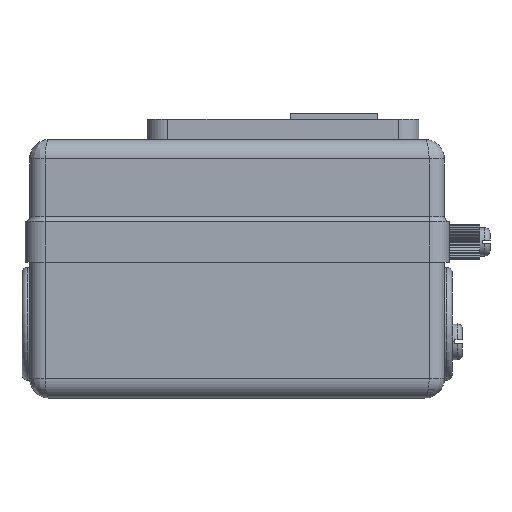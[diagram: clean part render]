
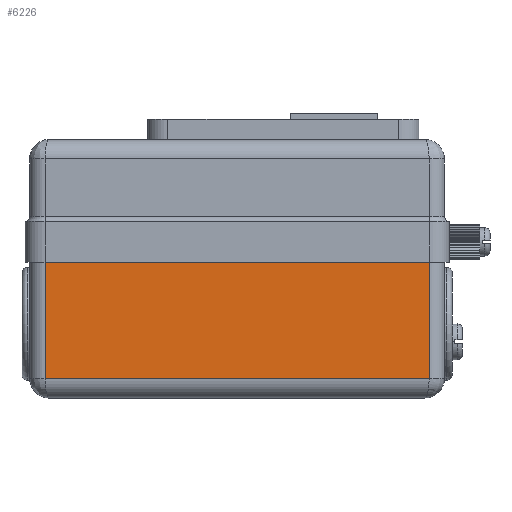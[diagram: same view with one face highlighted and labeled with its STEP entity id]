
A CAD part, left-side view. The second image highlights one B-rep face of the part: STEP entity #6226.
In plain terms, the highlighted planar face has unit normal (-1, 0, 0).
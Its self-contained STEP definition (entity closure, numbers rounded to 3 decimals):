
#194 = PLANE ( 'NONE',  #14112 ) ;
#412 = CARTESIAN_POINT ( 'NONE',  ( -24.5, -37.5, 3.8 ) ) ;
#1172 = CARTESIAN_POINT ( 'NONE',  ( -24.5, 37.5, 3.8 ) ) ;
#1786 = VERTEX_POINT ( 'NONE', #3681 ) ;
#3681 = CARTESIAN_POINT ( 'NONE',  ( -24.5, 37.5, 29. ) ) ;
#3819 = EDGE_CURVE ( 'NONE', #1786, #6048, #15380, .T. ) ;
#3893 = DIRECTION ( 'NONE',  ( 0., -1., 0. ) ) ;
#4583 = VECTOR ( 'NONE', #18349, 1000. ) ;
#4635 = CARTESIAN_POINT ( 'NONE',  ( -24.5, 37.5, 0.8 ) ) ;
#4656 = DIRECTION ( 'NONE',  ( 0., 1., 0. ) ) ;
#5953 = ORIENTED_EDGE ( 'NONE', *, *, #3819, .T. ) ;
#6048 = VERTEX_POINT ( 'NONE', #1172 ) ;
#6226 = ADVANCED_FACE ( 'NONE', ( #8678 ), #194, .F. ) ;
#7308 = VERTEX_POINT ( 'NONE', #16852 ) ;
#8392 = EDGE_CURVE ( 'NONE', #1786, #7308, #12787, .T. ) ;
#8678 = FACE_OUTER_BOUND ( 'NONE', #9969, .T. ) ;
#8821 = VECTOR ( 'NONE', #3893, 1000. ) ;
#9772 = CARTESIAN_POINT ( 'NONE',  ( -24.5, 37.5, 29. ) ) ;
#9969 = EDGE_LOOP ( 'NONE', ( #5953, #12122, #16534, #13848 ) ) ;
#10379 = LINE ( 'NONE', #412, #13850 ) ;
#10878 = EDGE_CURVE ( 'NONE', #6048, #17642, #10379, .T. ) ;
#10933 = EDGE_CURVE ( 'NONE', #7308, #17642, #16881, .T. ) ;
#12122 = ORIENTED_EDGE ( 'NONE', *, *, #10878, .T. ) ;
#12288 = DIRECTION ( 'NONE',  ( 0., -1., 0. ) ) ;
#12787 = LINE ( 'NONE', #9772, #8821 ) ;
#13533 = DIRECTION ( 'NONE',  ( 1., 0., 0. ) ) ;
#13848 = ORIENTED_EDGE ( 'NONE', *, *, #8392, .F. ) ;
#13850 = VECTOR ( 'NONE', #12288, 1000. ) ;
#14112 = AXIS2_PLACEMENT_3D ( 'NONE', #17824, #13533, #4656 ) ;
#14907 = VECTOR ( 'NONE', #16513, 1000. ) ;
#15380 = LINE ( 'NONE', #4635, #14907 ) ;
#16513 = DIRECTION ( 'NONE',  ( 0., 0., -1. ) ) ;
#16534 = ORIENTED_EDGE ( 'NONE', *, *, #10933, .F. ) ;
#16852 = CARTESIAN_POINT ( 'NONE',  ( -24.5, -37.5, 29. ) ) ;
#16879 = CARTESIAN_POINT ( 'NONE',  ( -24.5, -37.5, 0.8 ) ) ;
#16881 = LINE ( 'NONE', #16879, #4583 ) ;
#17642 = VERTEX_POINT ( 'NONE', #18316 ) ;
#17824 = CARTESIAN_POINT ( 'NONE',  ( -24.5, 37.5, 0.8 ) ) ;
#18316 = CARTESIAN_POINT ( 'NONE',  ( -24.5, -37.5, 3.8 ) ) ;
#18349 = DIRECTION ( 'NONE',  ( 0., 0., -1. ) ) ;
